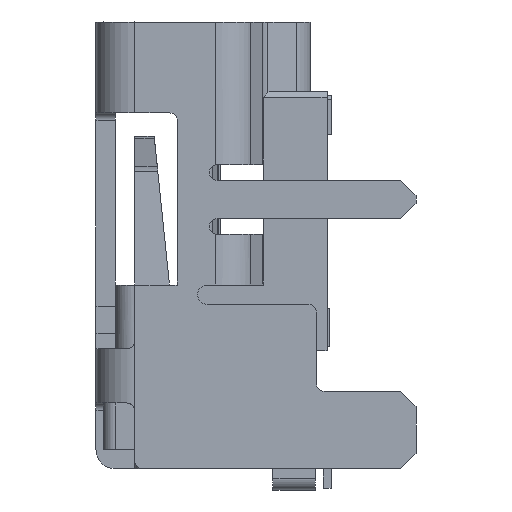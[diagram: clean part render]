
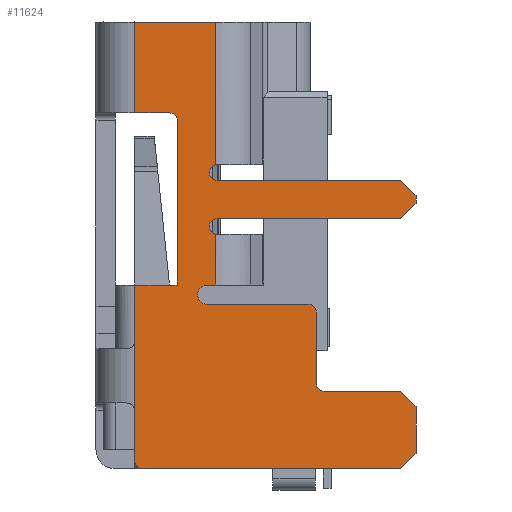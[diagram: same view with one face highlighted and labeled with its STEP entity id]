
A CAD part, left-side view. The second image highlights one B-rep face of the part: STEP entity #11624.
In plain terms, the highlighted planar face has unit normal (-1, 0, 0).
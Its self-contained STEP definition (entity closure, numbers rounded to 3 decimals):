
#99=DIRECTION('',(0.,-1.,0.));
#100=VECTOR('',#99,2.095);
#101=CARTESIAN_POINT('',(-7.5,1.775,0.));
#102=LINE('',#101,#100);
#2051=CARTESIAN_POINT('',(-7.5,1.775,
-10.05));
#2062=DIRECTION('',(0.,0.,-1.));
#2063=VECTOR('',#2062,1.8);
#2064=CARTESIAN_POINT('',(-7.5,1.775,-8.25));
#2065=LINE('',#2064,#2063);
#2075=CARTESIAN_POINT('',(-7.5,1.775,-8.25));
#2424=CARTESIAN_POINT('',(-7.5,-2.725,-7.5));
#2425=DIRECTION('',(-1.,0.,0.));
#2426=DIRECTION('',(0.,-1.,0.));
#2427=AXIS2_PLACEMENT_3D('',#2424,#2425,#2426);
#2429=DIRECTION('',(0.,0.,-1.));
#2430=VECTOR('',#2429,1.85);
#2431=CARTESIAN_POINT('',(-7.5,-2.925,-7.5));
#2432=LINE('',#2431,#2430);
#2433=DIRECTION('',(0.,-1.,0.));
#2434=VECTOR('',#2433,1.975);
#2435=CARTESIAN_POINT('',(-7.5,-3.125,-9.55));
#2436=LINE('',#2435,#2434);
#2437=DIRECTION('',(0.,0.707,0.707));
#2438=VECTOR('',#2437,0.566);
#2439=CARTESIAN_POINT('',(-7.5,-5.5,-9.95));
#2440=LINE('',#2439,#2438);
#2441=DIRECTION('',(0.,0.,-1.));
#2442=VECTOR('',#2441,1.2);
#2443=CARTESIAN_POINT('',(-7.5,-5.5,-9.95));
#2444=LINE('',#2443,#2442);
#2445=DIRECTION('',(0.,-0.707,0.707));
#2446=VECTOR('',#2445,0.566);
#2447=CARTESIAN_POINT('',(-7.5,-5.1,-11.55));
#2448=LINE('',#2447,#2446);
#2449=DIRECTION('',(0.,1.,0.));
#2450=VECTOR('',#2449,6.675);
#2451=CARTESIAN_POINT('',(-7.5,-5.1,-11.55));
#2452=LINE('',#2451,#2450);
#2453=CARTESIAN_POINT('',(-7.5,1.575,-11.35));
#2454=DIRECTION('',(-1.,0.,0.));
#2455=DIRECTION('',(0.,1.,0.));
#2456=AXIS2_PLACEMENT_3D('',#2453,#2454,#2455);
#2458=DIRECTION('',(0.,0.,1.));
#2459=VECTOR('',#2458,1.3);
#2460=CARTESIAN_POINT('',(-7.5,1.775,-11.35));
#2461=LINE('',#2460,#2459);
#2462=DIRECTION('',(0.,0.,1.));
#2463=VECTOR('',#2462,1.45);
#2464=CARTESIAN_POINT('',(-7.5,1.775,-8.25));
#2465=LINE('',#2464,#2463);
#2466=DIRECTION('',(0.,-1.,0.));
#2467=VECTOR('',#2466,0.9);
#2468=CARTESIAN_POINT('',(-7.5,1.775,-6.8));
#2469=LINE('',#2468,#2467);
#2470=DIRECTION('',(0.,-1.,0.));
#2471=VECTOR('',#2470,0.2);
#2472=CARTESIAN_POINT('',(-7.5,0.875,-6.8));
#2473=LINE('',#2472,#2471);
#2474=DIRECTION('',(0.,0.,-1.));
#2475=VECTOR('',#2474,4.25);
#2476=CARTESIAN_POINT('',(-7.5,0.675,-2.55));
#2477=LINE('',#2476,#2475);
#2478=DIRECTION('',(0.,-1.,0.));
#2479=VECTOR('',#2478,0.9);
#2480=CARTESIAN_POINT('',(-7.5,1.775,-2.35));
#2481=LINE('',#2480,#2479);
#2482=DIRECTION('',(0.,0.,-1.));
#2483=VECTOR('',#2482,2.35);
#2484=CARTESIAN_POINT('',(-7.5,1.775,0.));
#2485=LINE('',#2484,#2483);
#2486=CARTESIAN_POINT('',(-7.5,-0.355,-3.89));
#2487=DIRECTION('',(-1.,0.,0.));
#2488=DIRECTION('',(0.,0.174,0.985));
#2489=AXIS2_PLACEMENT_3D('',#2486,#2487,#2488);
#2491=DIRECTION('',(0.,-1.,0.));
#2492=VECTOR('',#2491,4.745);
#2493=CARTESIAN_POINT('',(-7.5,-0.355,-4.09));
#2494=LINE('',#2493,#2492);
#2495=DIRECTION('',(0.,0.707,0.707));
#2496=VECTOR('',#2495,0.566);
#2497=CARTESIAN_POINT('',(-7.5,-5.5,-4.49));
#2498=LINE('',#2497,#2496);
#2499=DIRECTION('',(0.,0.,-1.));
#2500=VECTOR('',#2499,0.2);
#2501=CARTESIAN_POINT('',(-7.5,-5.5,-4.49));
#2502=LINE('',#2501,#2500);
#2503=DIRECTION('',(0.,-0.707,0.707));
#2504=VECTOR('',#2503,0.566);
#2505=CARTESIAN_POINT('',(-7.5,-5.1,-5.09));
#2506=LINE('',#2505,#2504);
#2507=DIRECTION('',(0.,1.,0.));
#2508=VECTOR('',#2507,4.745);
#2509=CARTESIAN_POINT('',(-7.5,-5.1,-5.09));
#2510=LINE('',#2509,#2508);
#2511=CARTESIAN_POINT('',(-7.5,-0.355,-5.29));
#2512=DIRECTION('',(-1.,0.,0.));
#2513=DIRECTION('',(0.,0.,1.));
#2514=AXIS2_PLACEMENT_3D('',#2511,#2512,#2513);
#2516=DIRECTION('',(0.,1.,0.));
#2517=VECTOR('',#2516,0.215);
#2518=CARTESIAN_POINT('',(-7.5,-0.32,-6.8));
#2519=LINE('',#2518,#2517);
#2520=CARTESIAN_POINT('',(-7.5,-0.105,-7.05));
#2521=DIRECTION('',(-1.,0.,0.));
#2522=DIRECTION('',(0.,0.,1.));
#2523=AXIS2_PLACEMENT_3D('',#2520,#2521,#2522);
#2525=DIRECTION('',(0.,-1.,0.));
#2526=VECTOR('',#2525,2.62);
#2527=CARTESIAN_POINT('',(-7.5,-0.105,-7.3));
#2528=LINE('',#2527,#2526);
#3135=DIRECTION('',(0.,0.,1.));
#3136=VECTOR('',#3135,3.693);
#3137=CARTESIAN_POINT('',(-7.5,-0.32,-3.693));
#3138=LINE('',#3137,#3136);
#3144=DIRECTION('',(0.,0.,1.));
#3145=VECTOR('',#3144,1.313);
#3146=CARTESIAN_POINT('',(-7.5,-0.32,-6.8));
#3147=LINE('',#3146,#3145);
#3172=CARTESIAN_POINT('',(-7.5,-0.32,-3.693));
#3336=CARTESIAN_POINT('',(-7.5,-0.32,-5.487));
#4422=CARTESIAN_POINT('',(-7.5,-3.125,-9.35));
#4423=DIRECTION('',(1.,0.,0.));
#4424=DIRECTION('',(0.,0.,-1.));
#4425=AXIS2_PLACEMENT_3D('',#4422,#4423,#4424);
#4583=CARTESIAN_POINT('',(-7.5,0.875,-2.55));
#4584=DIRECTION('',(1.,0.,0.));
#4585=DIRECTION('',(0.,0.,1.));
#4586=AXIS2_PLACEMENT_3D('',#4583,#4584,#4585);
#6964=CARTESIAN_POINT('',(-7.5,1.775,0.));
#6965=VERTEX_POINT('',#6964);
#6966=CARTESIAN_POINT('',(-7.5,-0.32,0.));
#6967=VERTEX_POINT('',#6966);
#7132=CARTESIAN_POINT('',(-7.5,0.875,-2.35));
#7133=CARTESIAN_POINT('',(-7.5,0.675,-2.55));
#7134=VERTEX_POINT('',#7132);
#7135=VERTEX_POINT('',#7133);
#7137=VERTEX_POINT('',#2051);
#7647=CARTESIAN_POINT('',(-7.5,-0.32,-6.8));
#7648=VERTEX_POINT('',#7647);
#8678=CARTESIAN_POINT('',(-7.5,1.775,-2.35));
#8680=VERTEX_POINT('',#8678);
#8681=VERTEX_POINT('',#2075);
#8683=CARTESIAN_POINT('',(-7.5,1.775,-6.8));
#8684=VERTEX_POINT('',#8683);
#8689=CARTESIAN_POINT('',(-7.5,0.875,-6.8));
#8690=VERTEX_POINT('',#8689);
#8691=CARTESIAN_POINT('',(-7.5,0.675,-6.8));
#8692=VERTEX_POINT('',#8691);
#8890=CARTESIAN_POINT('',(-7.5,-5.1,-11.55));
#8891=CARTESIAN_POINT('',(-7.5,-5.5,-11.15));
#8892=VERTEX_POINT('',#8890);
#8893=VERTEX_POINT('',#8891);
#8898=CARTESIAN_POINT('',(-7.5,-5.5,-9.95));
#8899=CARTESIAN_POINT('',(-7.5,-5.1,-9.55));
#8900=VERTEX_POINT('',#8898);
#8901=VERTEX_POINT('',#8899);
#8906=CARTESIAN_POINT('',(-7.5,-5.1,-5.09));
#8907=CARTESIAN_POINT('',(-7.5,-5.5,-4.69));
#8908=VERTEX_POINT('',#8906);
#8909=VERTEX_POINT('',#8907);
#8914=CARTESIAN_POINT('',(-7.5,-5.5,-4.49));
#8915=CARTESIAN_POINT('',(-7.5,-5.1,-4.09));
#8916=VERTEX_POINT('',#8914);
#8917=VERTEX_POINT('',#8915);
#8922=CARTESIAN_POINT('',(-7.5,-0.355,-5.09));
#8924=VERTEX_POINT('',#8922);
#8935=CARTESIAN_POINT('',(-7.5,-0.355,-4.09));
#8937=VERTEX_POINT('',#8935);
#8946=CARTESIAN_POINT('',(-7.5,-0.105,-6.8));
#8947=VERTEX_POINT('',#8946);
#8948=CARTESIAN_POINT('',(-7.5,-3.125,-9.55));
#8949=VERTEX_POINT('',#8948);
#8950=CARTESIAN_POINT('',(-7.5,-2.925,-9.35));
#8951=VERTEX_POINT('',#8950);
#8953=VERTEX_POINT('',#3172);
#8955=VERTEX_POINT('',#3336);
#8956=CARTESIAN_POINT('',(-7.5,-0.105,-7.3));
#8957=VERTEX_POINT('',#8956);
#8958=CARTESIAN_POINT('',(-7.5,-2.925,-7.5));
#8959=CARTESIAN_POINT('',(-7.5,-2.725,-7.3));
#8960=VERTEX_POINT('',#8958);
#8961=VERTEX_POINT('',#8959);
#8969=CARTESIAN_POINT('',(-7.5,1.775,-11.35));
#8970=CARTESIAN_POINT('',(-7.5,1.575,-11.55));
#8971=VERTEX_POINT('',#8969);
#8972=VERTEX_POINT('',#8970);
#11562=CARTESIAN_POINT('',(-7.5,1.775,0.));
#11563=DIRECTION('',(-1.,0.,0.));
#11564=DIRECTION('',(0.,-1.,0.));
#11565=AXIS2_PLACEMENT_3D('',#11562,#11563,#11564);
#11566=PLANE('',#11565);
#11568=ORIENTED_EDGE('',*,*,#11567,.F.);
#11570=ORIENTED_EDGE('',*,*,#11569,.T.);
#11572=ORIENTED_EDGE('',*,*,#11571,.F.);
#11574=ORIENTED_EDGE('',*,*,#11573,.T.);
#11576=ORIENTED_EDGE('',*,*,#11575,.F.);
#11578=ORIENTED_EDGE('',*,*,#11577,.T.);
#11580=ORIENTED_EDGE('',*,*,#11579,.F.);
#11581=ORIENTED_EDGE('',*,*,#11540,.T.);
#11582=ORIENTED_EDGE('',*,*,#11553,.F.);
#11584=ORIENTED_EDGE('',*,*,#11583,.T.);
#11585=ORIENTED_EDGE('',*,*,#11127,.F.);
#11587=ORIENTED_EDGE('',*,*,#11586,.T.);
#11589=ORIENTED_EDGE('',*,*,#11588,.T.);
#11590=ORIENTED_EDGE('',*,*,#11244,.T.);
#11592=ORIENTED_EDGE('',*,*,#11591,.F.);
#11594=ORIENTED_EDGE('',*,*,#11593,.F.);
#11595=ORIENTED_EDGE('',*,*,#11148,.F.);
#11596=ORIENTED_EDGE('',*,*,#11117,.F.);
#11597=ORIENTED_EDGE('',*,*,#8996,.T.);
#11599=ORIENTED_EDGE('',*,*,#11598,.F.);
#11601=ORIENTED_EDGE('',*,*,#11600,.T.);
#11603=ORIENTED_EDGE('',*,*,#11602,.T.);
#11605=ORIENTED_EDGE('',*,*,#11604,.F.);
#11607=ORIENTED_EDGE('',*,*,#11606,.T.);
#11609=ORIENTED_EDGE('',*,*,#11608,.F.);
#11611=ORIENTED_EDGE('',*,*,#11610,.T.);
#11613=ORIENTED_EDGE('',*,*,#11612,.T.);
#11615=ORIENTED_EDGE('',*,*,#11614,.F.);
#11617=ORIENTED_EDGE('',*,*,#11616,.T.);
#11619=ORIENTED_EDGE('',*,*,#11618,.T.);
#11621=ORIENTED_EDGE('',*,*,#11620,.T.);
#11622=EDGE_LOOP('',(#11568,#11570,#11572,#11574,#11576,#11578,#11580,#11581,
#11582,#11584,#11585,#11587,#11589,#11590,#11592,#11594,#11595,#11596,#11597,
#11599,#11601,#11603,#11605,#11607,#11609,#11611,#11613,#11615,#11617,#11619,
#11621));
#11623=FACE_OUTER_BOUND('',#11622,.F.);
#11624=ADVANCED_FACE('',(#11623),#11566,.T.);
#2428=CIRCLE('',#2427,0.2);
#2457=CIRCLE('',#2456,0.2);
#2490=CIRCLE('',#2489,0.2);
#2515=CIRCLE('',#2514,0.2);
#2524=CIRCLE('',#2523,0.25);
#4426=CIRCLE('',#4425,0.2);
#4587=CIRCLE('',#4586,0.2);
#8996=EDGE_CURVE('',#6965,#6967,#102,.T.);
#11117=EDGE_CURVE('',#6965,#8680,#2485,.T.);
#11127=EDGE_CURVE('',#8681,#7137,#2065,.T.);
#11148=EDGE_CURVE('',#8680,#7134,#2481,.T.);
#11244=EDGE_CURVE('',#8690,#8692,#2473,.T.);
#11540=EDGE_CURVE('',#8892,#8972,#2452,.T.);
#11553=EDGE_CURVE('',#8971,#8972,#2457,.T.);
#11567=EDGE_CURVE('',#8960,#8961,#2428,.T.);
#11569=EDGE_CURVE('',#8960,#8951,#2432,.T.);
#11571=EDGE_CURVE('',#8949,#8951,#4426,.T.);
#11573=EDGE_CURVE('',#8949,#8901,#2436,.T.);
#11575=EDGE_CURVE('',#8900,#8901,#2440,.T.);
#11577=EDGE_CURVE('',#8900,#8893,#2444,.T.);
#11579=EDGE_CURVE('',#8892,#8893,#2448,.T.);
#11583=EDGE_CURVE('',#8971,#7137,#2461,.T.);
#11586=EDGE_CURVE('',#8681,#8684,#2465,.T.);
#11588=EDGE_CURVE('',#8684,#8690,#2469,.T.);
#11591=EDGE_CURVE('',#7135,#8692,#2477,.T.);
#11593=EDGE_CURVE('',#7134,#7135,#4587,.T.);
#11598=EDGE_CURVE('',#8953,#6967,#3138,.T.);
#11600=EDGE_CURVE('',#8953,#8937,#2490,.T.);
#11602=EDGE_CURVE('',#8937,#8917,#2494,.T.);
#11604=EDGE_CURVE('',#8916,#8917,#2498,.T.);
#11606=EDGE_CURVE('',#8916,#8909,#2502,.T.);
#11608=EDGE_CURVE('',#8908,#8909,#2506,.T.);
#11610=EDGE_CURVE('',#8908,#8924,#2510,.T.);
#11612=EDGE_CURVE('',#8924,#8955,#2515,.T.);
#11614=EDGE_CURVE('',#7648,#8955,#3147,.T.);
#11616=EDGE_CURVE('',#7648,#8947,#2519,.T.);
#11618=EDGE_CURVE('',#8947,#8957,#2524,.T.);
#11620=EDGE_CURVE('',#8957,#8961,#2528,.T.);
